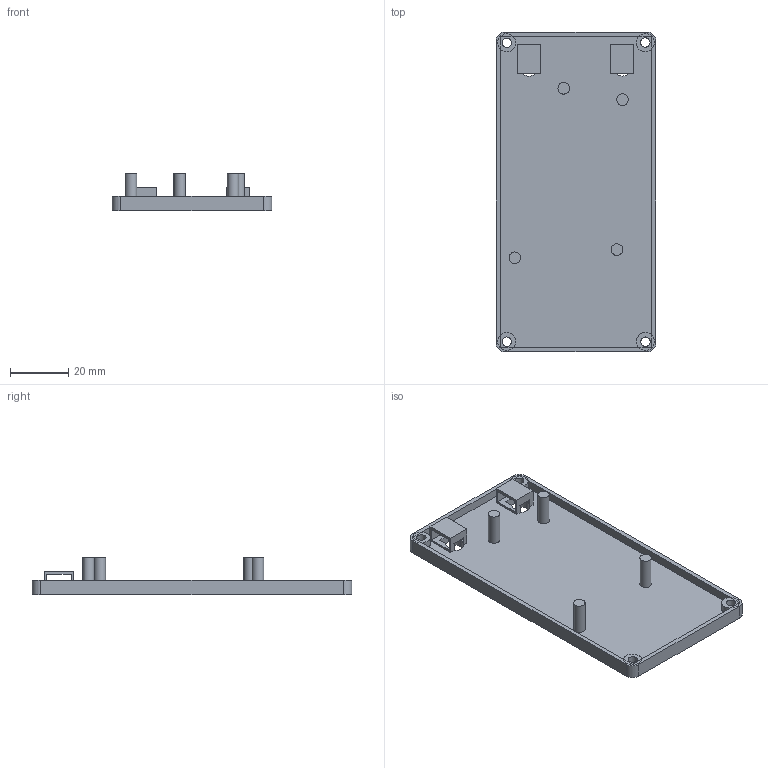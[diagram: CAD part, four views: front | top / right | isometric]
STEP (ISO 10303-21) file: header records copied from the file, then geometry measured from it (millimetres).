
FILE_DESCRIPTION(('FreeCAD Model'),'2;1');
FILE_NAME('lid.step','2021-02-08T18:58:00',('Author'),(''), 'Open CASCADE STEP processor 7.3','FreeCAD','Unknown');
FILE_SCHEMA(('AUTOMOTIVE_DESIGN { 1 0 10303 214 1 1 1 1 }'));
Length unit declared in the file: millimetre
Products named in the file (1): Lid
Bounding box: 55 x 110 x 13 mm (x, y, z)
Volume: 14157.4 mm3; surface area: 16091.8 mm2
Topology: 1 solids, 1 shells, 89 faces, 228 edges, 154 vertices
Faces by surface type: plane 63, cylinder 26
Full cylindrical faces by diameter (mm): 3.2 x4, 4 x4, 6 x4
Entity records: 2789 total; most frequent: DIRECTION 486, CARTESIAN_POINT 472, ORIENTED_EDGE 456, EDGE_CURVE 228, AXIS2_PLACEMENT_3D 168, VERTEX_POINT 154, LINE 150, VECTOR 150
